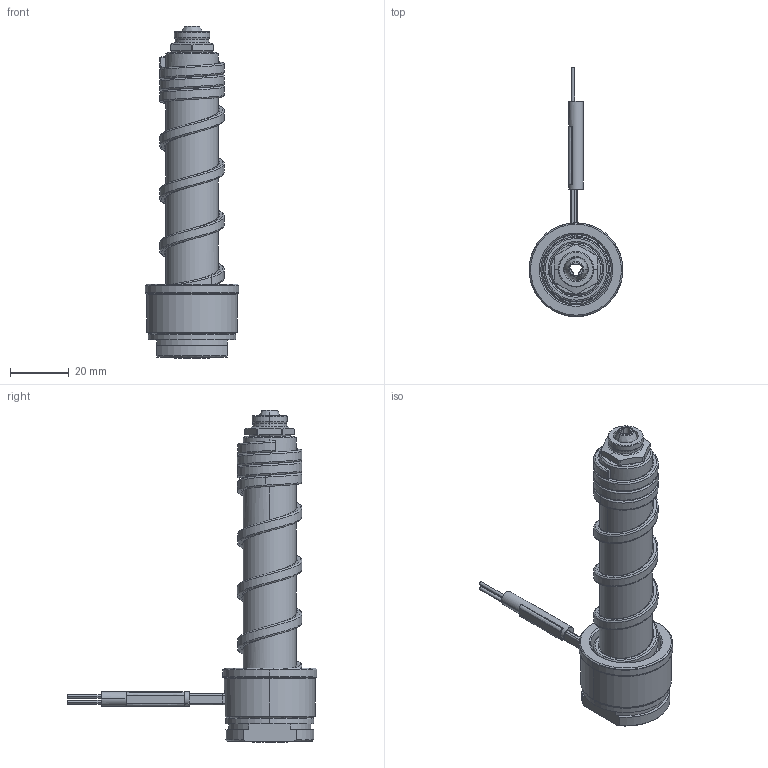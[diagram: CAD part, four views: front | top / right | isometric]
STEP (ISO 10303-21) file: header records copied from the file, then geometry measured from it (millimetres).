
FILE_DESCRIPTION((''),'2;1');
FILE_NAME('SM-116-CEG','2014-03-04T',('Íàòàëüÿ'),('IMID'),'PRO/ENGINEER BY PARAMETRIC TECHNOLOGY CORPORATION, 2010180','PRO/ENGINEER BY PARAMETRIC TECHNOLOGY CORPORATION, 2010180','');
FILE_SCHEMA(('CONFIG_CONTROL_DESIGN'));
Length unit declared in the file: millimetre
Products named in the file (1): SM-116-CEG
Bounding box: 32 x 85 x 113.2 mm (x, y, z)
Volume: 37684.4 mm3; surface area: 19919.5 mm2
Topology: 1 solids, 7 shells, 311 faces, 802 edges, 477 vertices
Faces by surface type: cylinder 111, bspline 57, cone 52, plane 51, torus 24, revolution 9, extrusion 7
Entity records: 17279 total; most frequent: CARTESIAN_POINT 10068, ORIENTED_EDGE 1564, DIRECTION 1397, EDGE_CURVE 794, AXIS2_PLACEMENT_3D 552, VERTEX_POINT 477, EDGE_LOOP 331, CIRCLE 313
